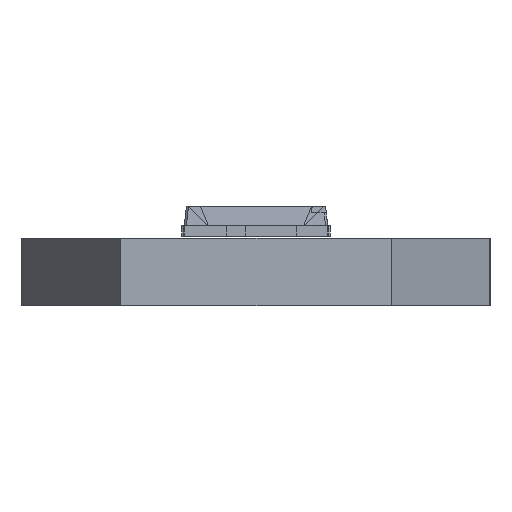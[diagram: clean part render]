
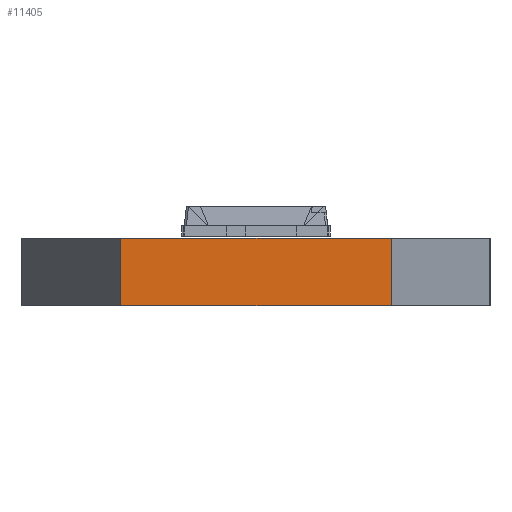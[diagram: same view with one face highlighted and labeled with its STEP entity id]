
A CAD part, left-side view. The second image highlights one B-rep face of the part: STEP entity #11405.
In plain terms, the highlighted planar face has unit normal (-1, 0, 0).
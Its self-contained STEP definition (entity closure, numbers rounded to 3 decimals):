
#9397 = PLANE('',#9398);
#9398 = AXIS2_PLACEMENT_3D('',#9399,#9400,#9401);
#9399 = CARTESIAN_POINT('',(148.,-33.,1.58));
#9400 = DIRECTION('',(-0.,-0.,-1.));
#9401 = DIRECTION('',(-1.,0.,0.));
#9451 = PLANE('',#9452);
#9452 = AXIS2_PLACEMENT_3D('',#9453,#9454,#9455);
#9453 = CARTESIAN_POINT('',(148.,-33.,0.));
#9454 = DIRECTION('',(-0.,-0.,-1.));
#9455 = DIRECTION('',(-1.,0.,0.));
#9644 = VERTEX_POINT('',#9645);
#9645 = CARTESIAN_POINT('',(13.,-36.18,0.));
#9659 = PLANE('',#9660);
#9660 = AXIS2_PLACEMENT_3D('',#9661,#9662,#9663);
#9661 = CARTESIAN_POINT('',(17.,-38.5,0.));
#9662 = DIRECTION('',(-0.502,-0.865,0.));
#9663 = DIRECTION('',(-0.865,0.502,0.));
#9671 = EDGE_CURVE('',#9644,#9672,#9674,.T.);
#9672 = VERTEX_POINT('',#9673);
#9673 = CARTESIAN_POINT('',(13.,-29.82,0.));
#9674 = SURFACE_CURVE('',#9675,(#9679,#9686),.PCURVE_S1.);
#9675 = LINE('',#9676,#9677);
#9676 = CARTESIAN_POINT('',(13.,-36.18,0.));
#9677 = VECTOR('',#9678,1.);
#9678 = DIRECTION('',(0.,1.,0.));
#9679 = PCURVE('',#9451,#9680);
#9680 = DEFINITIONAL_REPRESENTATION('',(#9681),#9685);
#9681 = LINE('',#9682,#9683);
#9682 = CARTESIAN_POINT('',(135.,-3.18));
#9683 = VECTOR('',#9684,1.);
#9684 = DIRECTION('',(0.,1.));
#9685 = ( GEOMETRIC_REPRESENTATION_CONTEXT(2) 
PARAMETRIC_REPRESENTATION_CONTEXT() REPRESENTATION_CONTEXT('2D SPACE',''
  ) );
#9686 = PCURVE('',#9687,#9692);
#9687 = PLANE('',#9688);
#9688 = AXIS2_PLACEMENT_3D('',#9689,#9690,#9691);
#9689 = CARTESIAN_POINT('',(13.,-36.18,0.));
#9690 = DIRECTION('',(-1.,0.,0.));
#9691 = DIRECTION('',(0.,1.,0.));
#9692 = DEFINITIONAL_REPRESENTATION('',(#9693),#9697);
#9693 = LINE('',#9694,#9695);
#9694 = CARTESIAN_POINT('',(0.,0.));
#9695 = VECTOR('',#9696,1.);
#9696 = DIRECTION('',(1.,0.));
#9697 = ( GEOMETRIC_REPRESENTATION_CONTEXT(2) 
PARAMETRIC_REPRESENTATION_CONTEXT() REPRESENTATION_CONTEXT('2D SPACE',''
  ) );
#9715 = PLANE('',#9716);
#9716 = AXIS2_PLACEMENT_3D('',#9717,#9718,#9719);
#9717 = CARTESIAN_POINT('',(13.,-29.82,0.));
#9718 = DIRECTION('',(-0.502,0.865,0.));
#9719 = DIRECTION('',(0.865,0.502,0.));
#10548 = VERTEX_POINT('',#10549);
#10549 = CARTESIAN_POINT('',(13.,-36.18,1.58));
#10570 = EDGE_CURVE('',#10548,#10571,#10573,.T.);
#10571 = VERTEX_POINT('',#10572);
#10572 = CARTESIAN_POINT('',(13.,-29.82,1.58));
#10573 = SURFACE_CURVE('',#10574,(#10578,#10585),.PCURVE_S1.);
#10574 = LINE('',#10575,#10576);
#10575 = CARTESIAN_POINT('',(13.,-36.18,1.58));
#10576 = VECTOR('',#10577,1.);
#10577 = DIRECTION('',(0.,1.,0.));
#10578 = PCURVE('',#9397,#10579);
#10579 = DEFINITIONAL_REPRESENTATION('',(#10580),#10584);
#10580 = LINE('',#10581,#10582);
#10581 = CARTESIAN_POINT('',(135.,-3.18));
#10582 = VECTOR('',#10583,1.);
#10583 = DIRECTION('',(0.,1.));
#10584 = ( GEOMETRIC_REPRESENTATION_CONTEXT(2) 
PARAMETRIC_REPRESENTATION_CONTEXT() REPRESENTATION_CONTEXT('2D SPACE',''
  ) );
#10585 = PCURVE('',#9687,#10586);
#10586 = DEFINITIONAL_REPRESENTATION('',(#10587),#10591);
#10587 = LINE('',#10588,#10589);
#10588 = CARTESIAN_POINT('',(0.,-1.58));
#10589 = VECTOR('',#10590,1.);
#10590 = DIRECTION('',(1.,0.));
#10591 = ( GEOMETRIC_REPRESENTATION_CONTEXT(2) 
PARAMETRIC_REPRESENTATION_CONTEXT() REPRESENTATION_CONTEXT('2D SPACE',''
  ) );
#11355 = EDGE_CURVE('',#9672,#10571,#11356,.T.);
#11356 = SURFACE_CURVE('',#11357,(#11361,#11368),.PCURVE_S1.);
#11357 = LINE('',#11358,#11359);
#11358 = CARTESIAN_POINT('',(13.,-29.82,0.));
#11359 = VECTOR('',#11360,1.);
#11360 = DIRECTION('',(0.,0.,1.));
#11361 = PCURVE('',#9715,#11362);
#11362 = DEFINITIONAL_REPRESENTATION('',(#11363),#11367);
#11363 = LINE('',#11364,#11365);
#11364 = CARTESIAN_POINT('',(0.,0.));
#11365 = VECTOR('',#11366,1.);
#11366 = DIRECTION('',(0.,-1.));
#11367 = ( GEOMETRIC_REPRESENTATION_CONTEXT(2) 
PARAMETRIC_REPRESENTATION_CONTEXT() REPRESENTATION_CONTEXT('2D SPACE',''
  ) );
#11368 = PCURVE('',#9687,#11369);
#11369 = DEFINITIONAL_REPRESENTATION('',(#11370),#11374);
#11370 = LINE('',#11371,#11372);
#11371 = CARTESIAN_POINT('',(6.36,0.));
#11372 = VECTOR('',#11373,1.);
#11373 = DIRECTION('',(0.,-1.));
#11374 = ( GEOMETRIC_REPRESENTATION_CONTEXT(2) 
PARAMETRIC_REPRESENTATION_CONTEXT() REPRESENTATION_CONTEXT('2D SPACE',''
  ) );
#11384 = EDGE_CURVE('',#9644,#10548,#11385,.T.);
#11385 = SURFACE_CURVE('',#11386,(#11390,#11397),.PCURVE_S1.);
#11386 = LINE('',#11387,#11388);
#11387 = CARTESIAN_POINT('',(13.,-36.18,0.));
#11388 = VECTOR('',#11389,1.);
#11389 = DIRECTION('',(0.,0.,1.));
#11390 = PCURVE('',#9659,#11391);
#11391 = DEFINITIONAL_REPRESENTATION('',(#11392),#11396);
#11392 = LINE('',#11393,#11394);
#11393 = CARTESIAN_POINT('',(4.624,0.));
#11394 = VECTOR('',#11395,1.);
#11395 = DIRECTION('',(0.,-1.));
#11396 = ( GEOMETRIC_REPRESENTATION_CONTEXT(2) 
PARAMETRIC_REPRESENTATION_CONTEXT() REPRESENTATION_CONTEXT('2D SPACE',''
  ) );
#11397 = PCURVE('',#9687,#11398);
#11398 = DEFINITIONAL_REPRESENTATION('',(#11399),#11403);
#11399 = LINE('',#11400,#11401);
#11400 = CARTESIAN_POINT('',(0.,0.));
#11401 = VECTOR('',#11402,1.);
#11402 = DIRECTION('',(0.,-1.));
#11403 = ( GEOMETRIC_REPRESENTATION_CONTEXT(2) 
PARAMETRIC_REPRESENTATION_CONTEXT() REPRESENTATION_CONTEXT('2D SPACE',''
  ) );
#11405 = ADVANCED_FACE('',(#11406),#9687,.T.);
#11406 = FACE_BOUND('',#11407,.T.);
#11407 = EDGE_LOOP('',(#11408,#11409,#11410,#11411));
#11408 = ORIENTED_EDGE('',*,*,#11384,.T.);
#11409 = ORIENTED_EDGE('',*,*,#10570,.T.);
#11410 = ORIENTED_EDGE('',*,*,#11355,.F.);
#11411 = ORIENTED_EDGE('',*,*,#9671,.F.);
